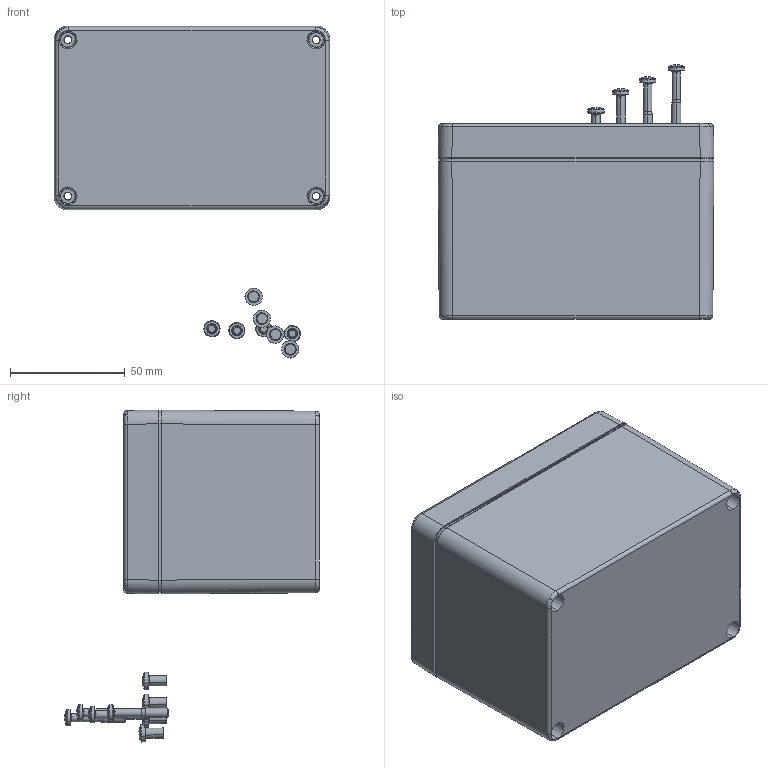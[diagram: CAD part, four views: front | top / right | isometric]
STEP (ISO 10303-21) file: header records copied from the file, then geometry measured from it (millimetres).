
FILE_DESCRIPTION (( 'STEP AP214' ), '1' );
FILE_NAME ('03081209.STEP', '2008-10-01T10:53:28', ( ' ' ), ( '' ), 'SwSTEP 2.0', 'SolidWorks 2008', '' );
FILE_SCHEMA (( 'AUTOMOTIVE_DESIGN' ));
Length unit declared in the file: millimetre
Products named in the file (9): 31921_Standard; 31090-Einpressbuchse_Standard; 82002_Dichtung eingebaut; 51005_Standard; 32092_Standard; 5200.009.0_Standard; 93214_WN1442 D4,5x7,8; 03081209
Assembly tree (17 placements, depth 3):
  03081209
    32092_Standard
    31921_Standard
      31090-Einpressbuchse_Standard  x4
      31921_Standard
    82002_Dichtung eingebaut
    51005_Standard
      93214_WN1442 D4,5x7,8  x4
      5200.009.0_Standard  x4
Bounding box: 120 x 110.77 x 144.38 mm (x, y, z)
Volume: 164717.2 mm3; surface area: 127256 mm2
Topology: 15 solids, 15 shells, 1572 faces, 3880 edges, 2370 vertices
Faces by surface type: plane 609, bspline 326, cylinder 291, cone 194, torus 144, sphere 8
Entity records: 47365 total; most frequent: CARTESIAN_POINT 22809, ORIENTED_EDGE 5504, DIRECTION 4480, EDGE_CURVE 2752, AXIS2_PLACEMENT_3D 1682, VERTEX_POINT 1656, EDGE_LOOP 1202, ADVANCED_FACE 1146
